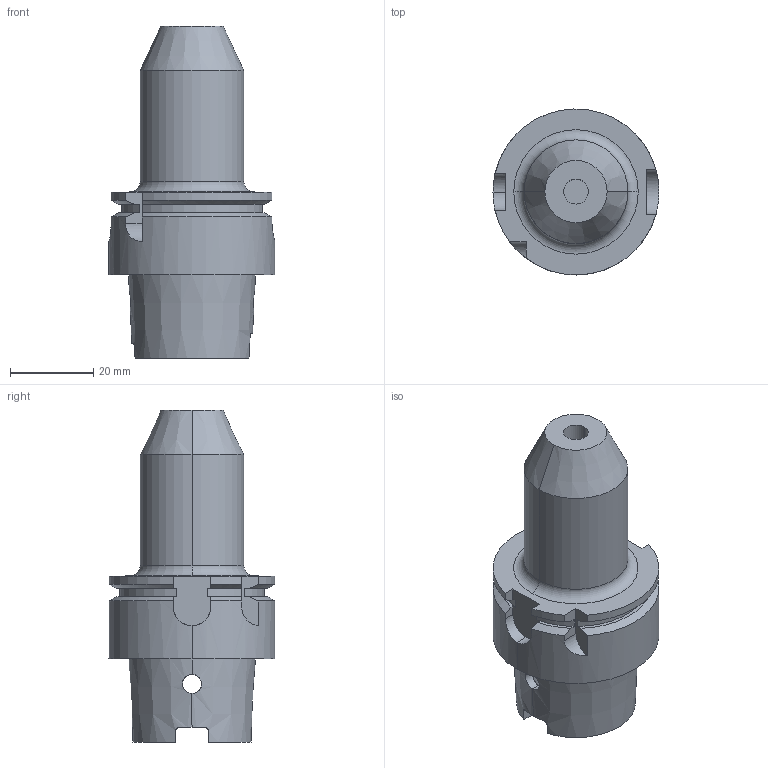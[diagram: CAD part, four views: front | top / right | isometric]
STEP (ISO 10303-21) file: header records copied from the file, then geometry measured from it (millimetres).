
FILE_DESCRIPTION (( 'STEP AP203' ), '1' );
FILE_NAME ('STP-SAKEM-32782-60.STEP', '2021-03-18T07:53:04', ( '' ), ( '' ), 'SwSTEP 2.0', 'SolidWorks 2017', '' );
FILE_SCHEMA (( 'CONFIG_CONTROL_DESIGN' ));
Length unit declared in the file: millimetre
Products named in the file (1): STP-SAKEM-32782-60
Bounding box: 40 x 40 x 80 mm (x, y, z)
Volume: 41955.1 mm3; surface area: 12832.8 mm2
Topology: 1 solids, 1 shells, 84 faces, 225 edges, 143 vertices
Faces by surface type: cylinder 32, plane 32, cone 14, torus 6
Entity records: 3064 total; most frequent: CARTESIAN_POINT 904, ORIENTED_EDGE 450, DIRECTION 427, EDGE_CURVE 225, AXIS2_PLACEMENT_3D 162, VERTEX_POINT 143, VECTOR 103, LINE 103
